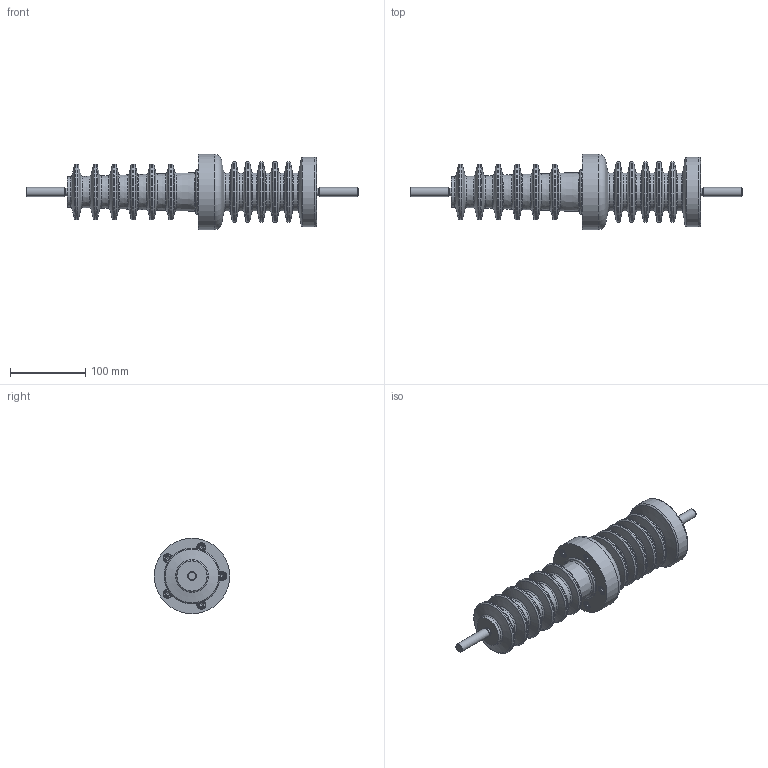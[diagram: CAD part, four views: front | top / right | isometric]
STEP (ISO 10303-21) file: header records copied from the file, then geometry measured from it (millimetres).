
FILE_DESCRIPTION(('STEP AP214'), '1');
FILE_NAME('ÂÅÈÓ.686153.003-03 ÑÁ Èçîëÿòîð ÈÏÝË-10-ÑÒ-5-045-03', '2024-04-26T07:39:36', ('UNSPECIFIED'), ('UNSPECIFIED'), 'ASCON STEP Converter 1.3', 'ASCON Math Kernel', '');
FILE_SCHEMA(('AUTOMOTIVE_DESIGN { 1 0 10303 214 3 1 1}'));
Length unit declared in the file: millimetre
Assembly tree (7 placements, depth 2):
  (unnamed)
    (unnamed)
    (unnamed)
    (unnamed)  x5
Bounding box: 440 x 100 x 100 mm (x, y, z)
Volume: 1134881.7 mm3; surface area: 173385.7 mm2
Topology: 7 solids, 7 shells, 190 faces, 346 edges, 189 vertices
Faces by surface type: cone 55, cylinder 51, torus 51, plane 33
Full cylindrical faces by diameter (mm): 4.92 x5, 9 x5, 10 x2, 12 x19, 50 x6, 60 x1, 74 x6, 80 x5, 92 x1, 100 x1
Entity records: 4353 total; most frequent: DIRECTION 596, CARTESIAN_POINT 438, AXIS2_PLACEMENT_3D 298, EDGE_LOOP 280, ORIENTED_EDGE 280, FACE_OUTER_BOUND 249, COLOUR_RGB 149, PRESENTATION_STYLE_ASSIGNMENT 149
